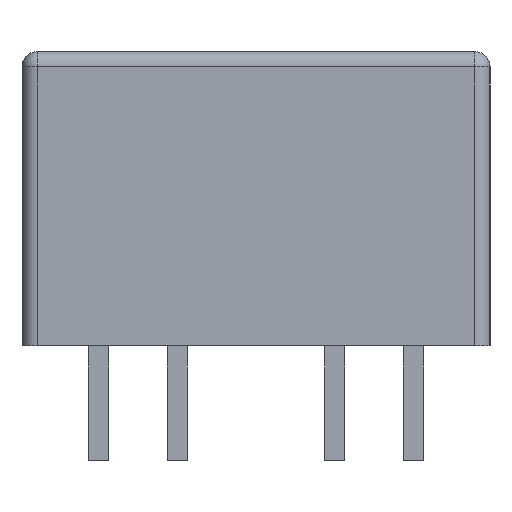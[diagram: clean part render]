
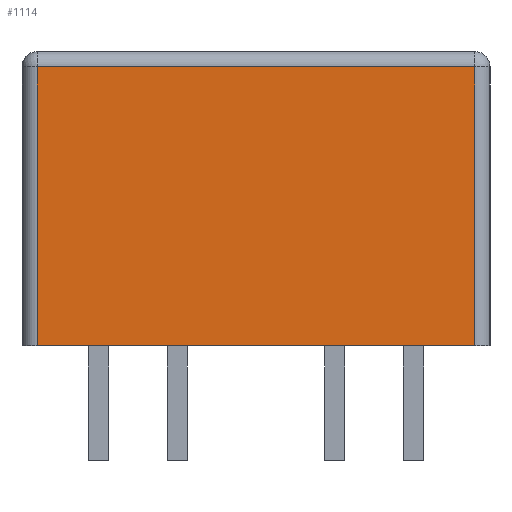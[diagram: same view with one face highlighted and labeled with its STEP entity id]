
A CAD part, left-side view. The second image highlights one B-rep face of the part: STEP entity #1114.
In plain terms, the highlighted planar face has unit normal (-1, 0, 0).
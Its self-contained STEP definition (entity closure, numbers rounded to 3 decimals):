
#148=FACE_OUTER_BOUND('',#226,.T.);
#226=EDGE_LOOP('',(#951,#952,#953,#954));
#348=LINE('',#1816,#464);
#351=LINE('',#1831,#467);
#354=LINE('',#1835,#470);
#360=LINE('',#1845,#476);
#464=VECTOR('',#1482,9.);
#467=VECTOR('',#1499,9.);
#470=VECTOR('',#1504,14.1);
#476=VECTOR('',#1518,14.1);
#553=VERTEX_POINT('',#1805);
#556=VERTEX_POINT('',#1812);
#560=VERTEX_POINT('',#1824);
#562=VERTEX_POINT('',#1829);
#684=EDGE_CURVE('',#553,#556,#348,.T.);
#691=EDGE_CURVE('',#562,#560,#351,.T.);
#694=EDGE_CURVE('',#560,#553,#354,.T.);
#700=EDGE_CURVE('',#556,#562,#360,.T.);
#951=ORIENTED_EDGE('',*,*,#684,.F.);
#952=ORIENTED_EDGE('',*,*,#694,.F.);
#953=ORIENTED_EDGE('',*,*,#691,.F.);
#954=ORIENTED_EDGE('',*,*,#700,.F.);
#1040=PLANE('',#1222);
#1114=ADVANCED_FACE('',(#148),#1040,.T.);
#1222=AXIS2_PLACEMENT_3D('',#1844,#1516,#1517);
#1482=DIRECTION('',(0.,0.,-1.));
#1499=DIRECTION('',(0.,0.,1.));
#1504=DIRECTION('',(0.,-1.,0.));
#1516=DIRECTION('center_axis',(-1.,0.,0.));
#1517=DIRECTION('ref_axis',(0.,-1.,0.));
#1518=DIRECTION('',(0.,1.,0.));
#1805=CARTESIAN_POINT('',(-16.45,-7.05,9.5));
#1812=CARTESIAN_POINT('',(-16.45,-7.05,0.5));
#1816=CARTESIAN_POINT('',(-16.45,-7.05,0.5));
#1824=CARTESIAN_POINT('',(-16.45,7.05,9.5));
#1829=CARTESIAN_POINT('',(-16.45,7.05,0.5));
#1831=CARTESIAN_POINT('',(-16.45,7.05,0.5));
#1835=CARTESIAN_POINT('',(-16.45,3.775,9.5));
#1844=CARTESIAN_POINT('Origin',(-16.45,7.55,0.5));
#1845=CARTESIAN_POINT('',(-16.45,-7.55,0.5));
